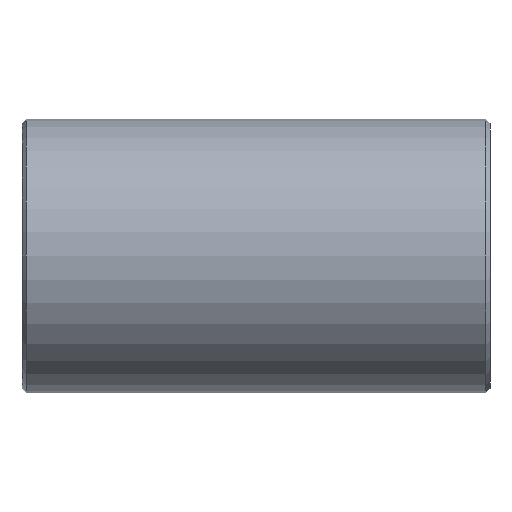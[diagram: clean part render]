
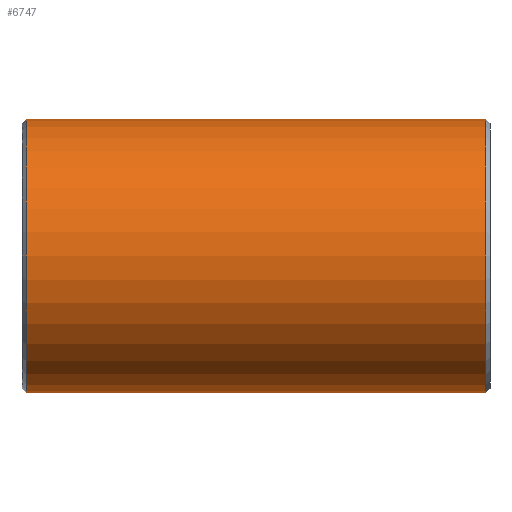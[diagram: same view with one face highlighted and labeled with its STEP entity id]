
A CAD part, front view. The second image highlights one B-rep face of the part: STEP entity #6747.
In plain terms, the highlighted cylindrical face has radius 33.9 mm (diameter 67.8 mm), a full revolution.
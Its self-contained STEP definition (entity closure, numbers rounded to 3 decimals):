
#13 =( BOUNDED_CURVE ( )  B_SPLINE_CURVE ( 3, ( #2707, #3167, #1554, #4299 ),
 .UNSPECIFIED., .F., .T. ) 
 B_SPLINE_CURVE_WITH_KNOTS ( ( 4, 4 ),
 ( 1.571, 4.712 ),
 .UNSPECIFIED. ) 
 CURVE ( )  GEOMETRIC_REPRESENTATION_ITEM ( )  RATIONAL_B_SPLINE_CURVE ( ( 1., 0.333, 0.333, 1. ) ) 
 REPRESENTATION_ITEM ( '' )  );
#304 = FACE_BOUND ( 'NONE', #2808, .T. ) ;
#395 = VERTEX_POINT ( 'NONE', #6335 ) ;
#643 = CARTESIAN_POINT ( 'NONE',  ( -57., 0., 33.9 ) ) ;
#682 = VERTEX_POINT ( 'NONE', #643 ) ;
#806 = CYLINDRICAL_SURFACE ( 'NONE', #4379, 33.9 ) ;
#858 = EDGE_CURVE ( 'NONE', #5809, #5160, #13, .T. ) ;
#1299 = AXIS2_PLACEMENT_3D ( 'NONE', #3160, #3728, #3764 ) ;
#1554 = CARTESIAN_POINT ( 'NONE',  ( 79.8, 67.8, 33.9 ) ) ;
#1621 = FACE_OUTER_BOUND ( 'NONE', #3713, .T. ) ;
#2064 = CARTESIAN_POINT ( 'NONE',  ( -79.8, 67.8, -33.9 ) ) ;
#2311 = AXIS2_PLACEMENT_3D ( 'NONE', #3404, #6662, #4434 ) ;
#2497 = ORIENTED_EDGE ( 'NONE', *, *, #858, .T. ) ;
#2707 = CARTESIAN_POINT ( 'NONE',  ( 0., 0., -33.9 ) ) ;
#2808 = EDGE_LOOP ( 'NONE', ( #6813, #2497 ) ) ;
#2895 = EDGE_CURVE ( 'NONE', #5160, #5809, #4391, .T. ) ;
#2925 = CARTESIAN_POINT ( 'NONE',  ( 0., 0., 0. ) ) ;
#2973 = EDGE_LOOP ( 'NONE', ( #3727 ) ) ;
#3160 = CARTESIAN_POINT ( 'NONE',  ( 57., 0., 0. ) ) ;
#3167 = CARTESIAN_POINT ( 'NONE',  ( 79.8, 67.8, -33.9 ) ) ;
#3271 = CARTESIAN_POINT ( 'NONE',  ( -79.8, 67.8, 33.9 ) ) ;
#3325 = CIRCLE ( 'NONE', #2311, 33.9 ) ;
#3404 = CARTESIAN_POINT ( 'NONE',  ( -57., 0., 0. ) ) ;
#3455 = FACE_OUTER_BOUND ( 'NONE', #2973, .T. ) ;
#3713 = EDGE_LOOP ( 'NONE', ( #6021 ) ) ;
#3727 = ORIENTED_EDGE ( 'NONE', *, *, #5771, .T. ) ;
#3728 = DIRECTION ( 'NONE',  ( -1., 0., 0. ) ) ;
#3764 = DIRECTION ( 'NONE',  ( 0., 0., -1. ) ) ;
#3768 = CARTESIAN_POINT ( 'NONE',  ( 0., 0., 33.9 ) ) ;
#4299 = CARTESIAN_POINT ( 'NONE',  ( 0., 0., 33.9 ) ) ;
#4354 = EDGE_CURVE ( 'NONE', #395, #395, #6823, .T. ) ;
#4379 = AXIS2_PLACEMENT_3D ( 'NONE', #2925, #5014, #5606 ) ;
#4391 =( BOUNDED_CURVE ( )  B_SPLINE_CURVE ( 3, ( #3768, #3271, #2064, #6993 ),
 .UNSPECIFIED., .F., .T. ) 
 B_SPLINE_CURVE_WITH_KNOTS ( ( 4, 4 ),
 ( 1.571, 4.712 ),
 .UNSPECIFIED. ) 
 CURVE ( )  GEOMETRIC_REPRESENTATION_ITEM ( )  RATIONAL_B_SPLINE_CURVE ( ( 1., 0.333, 0.333, 1. ) ) 
 REPRESENTATION_ITEM ( '' )  );
#4434 = DIRECTION ( 'NONE',  ( 0., 0., 1. ) ) ;
#5014 = DIRECTION ( 'NONE',  ( 1., 0., 0. ) ) ;
#5160 = VERTEX_POINT ( 'NONE', #5774 ) ;
#5606 = DIRECTION ( 'NONE',  ( 0., 0., -1. ) ) ;
#5771 = EDGE_CURVE ( 'NONE', #682, #682, #3325, .T. ) ;
#5774 = CARTESIAN_POINT ( 'NONE',  ( 0., 0., 33.9 ) ) ;
#5809 = VERTEX_POINT ( 'NONE', #6296 ) ;
#6021 = ORIENTED_EDGE ( 'NONE', *, *, #4354, .T. ) ;
#6296 = CARTESIAN_POINT ( 'NONE',  ( 0., 0., -33.9 ) ) ;
#6335 = CARTESIAN_POINT ( 'NONE',  ( 57., 0., -33.9 ) ) ;
#6662 = DIRECTION ( 'NONE',  ( 1., 0., 0. ) ) ;
#6747 = ADVANCED_FACE ( 'NONE', ( #1621, #3455, #304 ), #806, .T. ) ;
#6813 = ORIENTED_EDGE ( 'NONE', *, *, #2895, .T. ) ;
#6823 = CIRCLE ( 'NONE', #1299, 33.9 ) ;
#6993 = CARTESIAN_POINT ( 'NONE',  ( 0., 0., -33.9 ) ) ;
